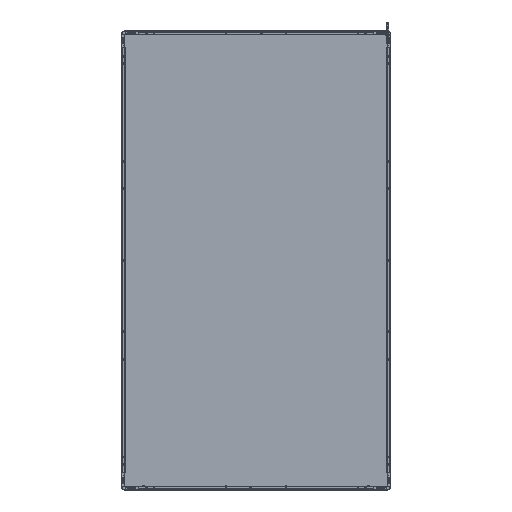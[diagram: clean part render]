
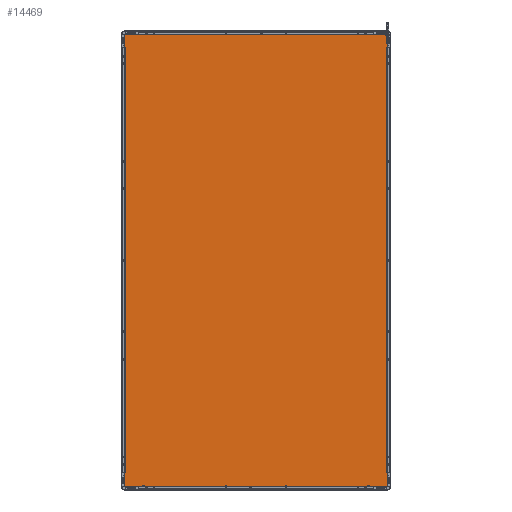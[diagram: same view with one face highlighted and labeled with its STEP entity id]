
A CAD part, top view. The second image highlights one B-rep face of the part: STEP entity #14469.
In plain terms, the highlighted face is planar.
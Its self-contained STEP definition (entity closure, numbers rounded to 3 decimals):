
#14250=CARTESIAN_POINT('',(625.6,4.,-362.95));
#14251=DIRECTION('',(0.,1.,0.));
#14252=DIRECTION('',(1.,0.,0.));
#14253=AXIS2_PLACEMENT_3D('',#14250,#14251,#14252);
#14255=DIRECTION('',(0.,0.,-1.));
#14256=VECTOR('',#14255,725.9);
#14257=CARTESIAN_POINT('',(633.1,4.,362.95));
#14258=LINE('',#14257,#14256);
#14259=CARTESIAN_POINT('',(625.6,4.,362.95));
#14260=DIRECTION('',(0.,1.,0.));
#14261=DIRECTION('',(0.,0.,1.));
#14262=AXIS2_PLACEMENT_3D('',#14259,#14260,#14261);
#14264=DIRECTION('',(1.,0.,0.));
#14265=VECTOR('',#14264,1251.2);
#14266=CARTESIAN_POINT('',(-625.6,4.,370.45));
#14267=LINE('',#14266,#14265);
#14268=CARTESIAN_POINT('',(-625.6,4.,362.95));
#14269=DIRECTION('',(0.,1.,0.));
#14270=DIRECTION('',(-1.,0.,0.));
#14271=AXIS2_PLACEMENT_3D('',#14268,#14269,#14270);
#14273=DIRECTION('',(0.,0.,1.));
#14274=VECTOR('',#14273,725.9);
#14275=CARTESIAN_POINT('',(-633.1,4.,-362.95));
#14276=LINE('',#14275,#14274);
#14277=CARTESIAN_POINT('',(-625.6,4.,-362.95));
#14278=DIRECTION('',(0.,1.,0.));
#14279=DIRECTION('',(0.,0.,-1.));
#14280=AXIS2_PLACEMENT_3D('',#14277,#14278,#14279);
#14282=DIRECTION('',(-1.,0.,0.));
#14283=VECTOR('',#14282,1251.2);
#14284=CARTESIAN_POINT('',(625.6,4.,-370.45));
#14285=LINE('',#14284,#14283);
#14290=CARTESIAN_POINT('',(633.1,4.,-362.95));
#14291=VERTEX_POINT('',#14290);
#14292=CARTESIAN_POINT('',(625.6,4.,-370.45));
#14293=VERTEX_POINT('',#14292);
#14298=CARTESIAN_POINT('',(-625.6,4.,-370.45));
#14299=VERTEX_POINT('',#14298);
#14300=CARTESIAN_POINT('',(-633.1,4.,-362.95));
#14301=VERTEX_POINT('',#14300);
#14306=CARTESIAN_POINT('',(625.6,4.,370.45));
#14307=VERTEX_POINT('',#14306);
#14308=CARTESIAN_POINT('',(633.1,4.,362.95));
#14309=VERTEX_POINT('',#14308);
#14314=CARTESIAN_POINT('',(-633.1,4.,362.95));
#14315=VERTEX_POINT('',#14314);
#14316=CARTESIAN_POINT('',(-625.6,4.,370.45));
#14317=VERTEX_POINT('',#14316);
#14454=CARTESIAN_POINT('',(0.,4.,0.));
#14455=DIRECTION('',(0.,1.,0.));
#14456=DIRECTION('',(1.,0.,0.));
#14457=AXIS2_PLACEMENT_3D('',#14454,#14455,#14456);
#14458=PLANE('',#14457);
#14459=ORIENTED_EDGE('',*,*,#14350,.F.);
#14460=ORIENTED_EDGE('',*,*,#14366,.F.);
#14461=ORIENTED_EDGE('',*,*,#14379,.F.);
#14462=ORIENTED_EDGE('',*,*,#14394,.F.);
#14463=ORIENTED_EDGE('',*,*,#14407,.F.);
#14464=ORIENTED_EDGE('',*,*,#14420,.F.);
#14465=ORIENTED_EDGE('',*,*,#14435,.F.);
#14466=ORIENTED_EDGE('',*,*,#14447,.F.);
#14467=EDGE_LOOP('',(#14459,#14460,#14461,#14462,#14463,#14464,#14465,#14466));
#14468=FACE_OUTER_BOUND('',#14467,.F.);
#14254=CIRCLE('',#14253,7.5);
#14263=CIRCLE('',#14262,7.5);
#14272=CIRCLE('',#14271,7.5);
#14281=CIRCLE('',#14280,7.5);
#14350=EDGE_CURVE('',#14291,#14293,#14254,.T.);
#14366=EDGE_CURVE('',#14309,#14291,#14258,.T.);
#14379=EDGE_CURVE('',#14307,#14309,#14263,.T.);
#14394=EDGE_CURVE('',#14317,#14307,#14267,.T.);
#14407=EDGE_CURVE('',#14315,#14317,#14272,.T.);
#14420=EDGE_CURVE('',#14301,#14315,#14276,.T.);
#14435=EDGE_CURVE('',#14299,#14301,#14281,.T.);
#14447=EDGE_CURVE('',#14293,#14299,#14285,.T.);
#14469=ADVANCED_FACE('',(#14468),#14458,.T.);
